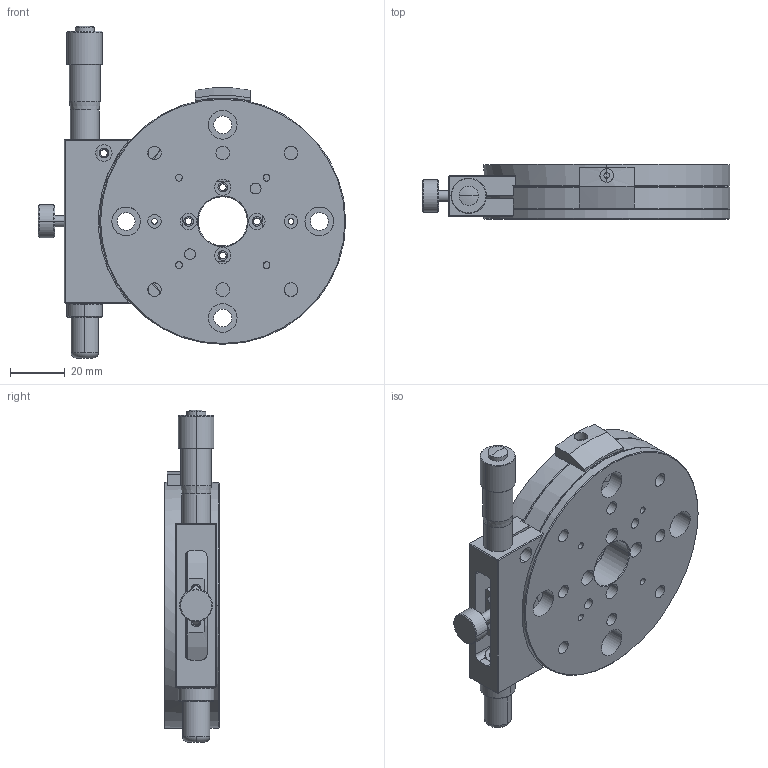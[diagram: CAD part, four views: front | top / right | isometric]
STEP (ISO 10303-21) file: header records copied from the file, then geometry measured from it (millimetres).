
FILE_DESCRIPTION (( 'STEP AP203' ), '1' );
FILE_NAME ('517711.STEP', '2025-07-09T02:45:12', ( '' ), ( '' ), 'SwSTEP 2.0', 'SolidWorks 2020', '' );
FILE_SCHEMA (( 'CONFIG_CONTROL_DESIGN' ));
Length unit declared in the file: millimetre
Products named in the file (1): 517711
Bounding box: 112.5 x 20 x 121.5 mm (x, y, z)
Surface area: 39120 mm2 (no closed solid volume)
Topology: 0 solids, 15 shells, 218 faces, 738 edges, 523 vertices
Faces by surface type: cylinder 135, plane 46, cone 33, torus 4
Entity records: 12083 total; most frequent: CARTESIAN_POINT 5536, DIRECTION 1403, ORIENTED_EDGE 1179, EDGE_CURVE 736, AXIS2_PLACEMENT_3D 562, VERTEX_POINT 523, CIRCLE 343, EDGE_LOOP 300
